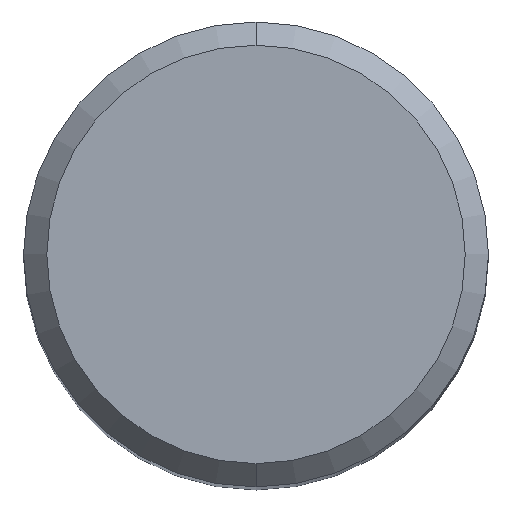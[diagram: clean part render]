
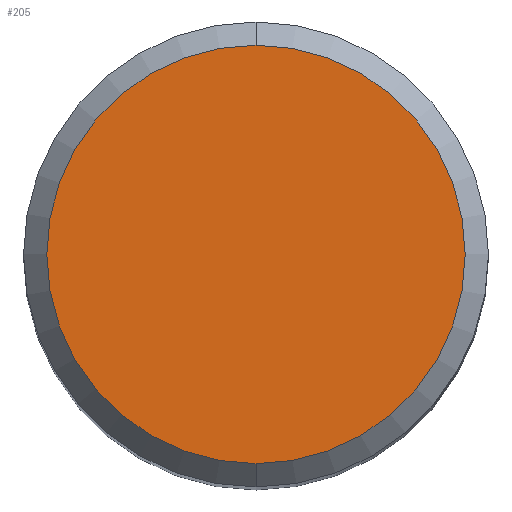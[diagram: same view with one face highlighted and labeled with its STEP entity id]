
A CAD part, top view. The second image highlights one B-rep face of the part: STEP entity #205.
In plain terms, the highlighted planar face has unit normal (0, 0, 1).
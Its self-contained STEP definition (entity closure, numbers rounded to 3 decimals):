
#159=VERTEX_POINT('',#321);
#177=EDGE_CURVE('',#159,#193,#340,.T.);
#193=VERTEX_POINT('',#358);
#205=ADVANCED_FACE('',(#371),#372,.T.);
#215=EDGE_CURVE('',#193,#159,#383,.T.);
#321=CARTESIAN_POINT('',(0.0,5.4,0.));
#340=CIRCLE('',#524,5.4);
#358=CARTESIAN_POINT('',(0.,-5.4,0.));
#371=FACE_OUTER_BOUND('',#564,.T.);
#372=PLANE('',#565);
#383=CIRCLE('',#579,5.4);
#524=AXIS2_PLACEMENT_3D('',#723,#724,#725);
#564=EDGE_LOOP('',(#763,#764));
#565=AXIS2_PLACEMENT_3D('',#765,#766,#767);
#579=AXIS2_PLACEMENT_3D('',#777,#778,#779);
#723=CARTESIAN_POINT('',(0.0,0.0,0.));
#724=DIRECTION('',(0.0,0.0,-1.0));
#725=DIRECTION('',(0.0,1.0,0.0));
#763=ORIENTED_EDGE('',*,*,#177,.F.);
#764=ORIENTED_EDGE('',*,*,#215,.F.);
#765=CARTESIAN_POINT('',(0.0,2.7,0.));
#766=DIRECTION('',(-0.0,0.0,1.0));
#767=DIRECTION('',(0.0,-1.0,0.0));
#777=CARTESIAN_POINT('',(0.0,0.0,0.));
#778=DIRECTION('',(0.0,0.0,-1.0));
#779=DIRECTION('',(0.0,1.0,0.0));
